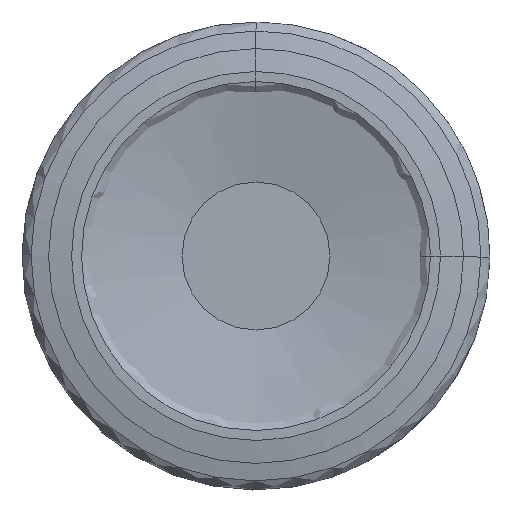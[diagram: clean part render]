
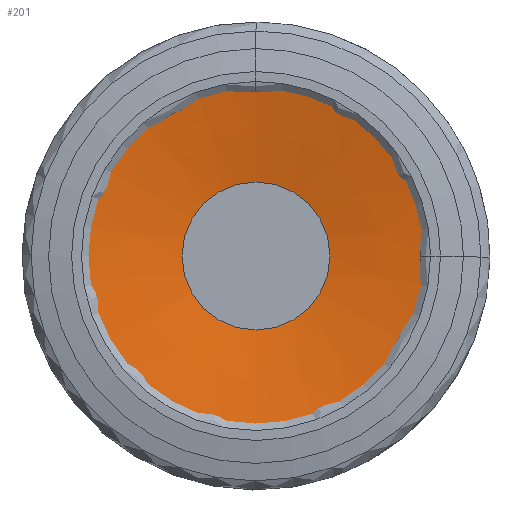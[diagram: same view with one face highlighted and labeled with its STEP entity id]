
A CAD part, left-side view. The second image highlights one B-rep face of the part: STEP entity #201.
In plain terms, the highlighted conical face has half-angle 80 degrees and reference radius 29.785 mm.
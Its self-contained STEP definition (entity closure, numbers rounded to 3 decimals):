
#201=ADVANCED_FACE('',(#264,#265),#239,.F.);
#239=CONICAL_SURFACE('',#701,29.785,80.);
#264=FACE_BOUND('',#294,.T.);
#265=FACE_BOUND('',#295,.T.);
#294=EDGE_LOOP('',(#358));
#295=EDGE_LOOP('',(#359));
#358=ORIENTED_EDGE('',*,*,#555,.F.);
#359=ORIENTED_EDGE('',*,*,#554,.T.);
#506=VERTEX_POINT('',#1019);
#507=VERTEX_POINT('',#1022);
#554=EDGE_CURVE('',#506,#506,#634,.T.);
#555=EDGE_CURVE('',#507,#507,#635,.T.);
#634=CIRCLE('',#698,29.785);
#635=CIRCLE('',#700,12.653);
#698=AXIS2_PLACEMENT_3D('',#1018,#796,#797);
#700=AXIS2_PLACEMENT_3D('',#1021,#800,#801);
#701=AXIS2_PLACEMENT_3D('',#1023,#802,#803);
#796=DIRECTION('',(-1.,0.,0.));
#797=DIRECTION('',(0.,0.,1.));
#800=DIRECTION('',(-1.,0.,0.));
#801=DIRECTION('',(0.,0.,1.));
#802=DIRECTION('',(-1.,0.,0.));
#803=DIRECTION('',(0.,0.,1.));
#1018=CARTESIAN_POINT('',(0.738,0.,0.));
#1019=CARTESIAN_POINT('',(0.738,0.,29.785));
#1021=CARTESIAN_POINT('',(3.758,0.,0.));
#1022=CARTESIAN_POINT('',(3.758,0.,12.653));
#1023=CARTESIAN_POINT('',(0.738,0.,0.));
